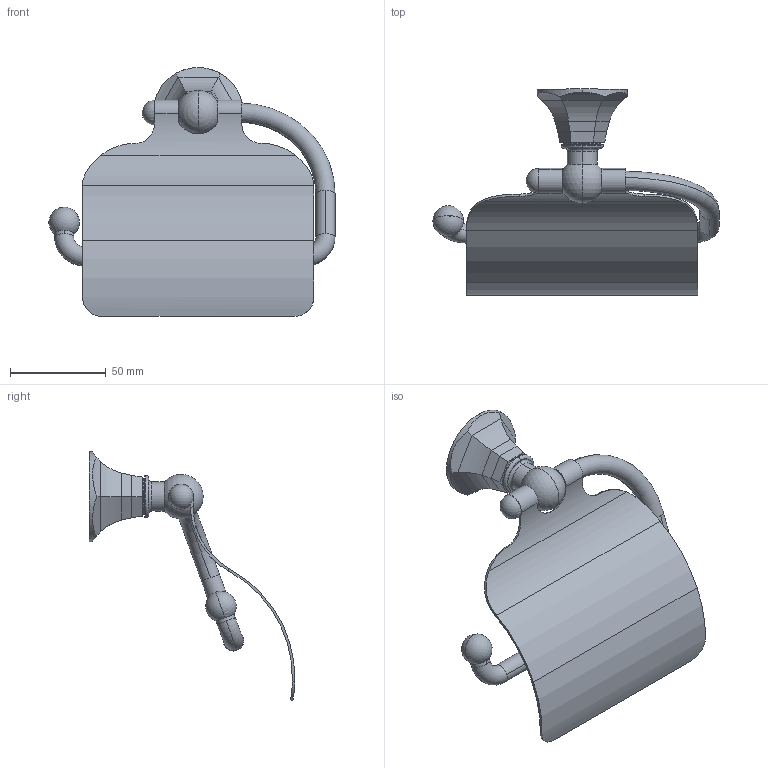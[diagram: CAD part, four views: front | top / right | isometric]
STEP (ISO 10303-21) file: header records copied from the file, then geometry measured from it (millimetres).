
FILE_DESCRIPTION((''),'2;1');
FILE_NAME('627_WEB','2010-10-04T',('project'),(''),'PRO/ENGINEER BY PARAMETRIC TECHNOLOGY CORPORATION, 2009300','PRO/ENGINEER BY PARAMETRIC TECHNOLOGY CORPORATION, 2009300','');
FILE_SCHEMA(('CONFIG_CONTROL_DESIGN'));
Length unit declared in the file: inch
Products named in the file (1): 627_WEB
Bounding box: 149.27 x 107.26 x 129.83 mm (x, y, z)
Volume: 55225.4 mm3; surface area: 48066.6 mm2
Topology: 1 solids, 2 shells, 166 faces, 440 edges, 278 vertices
Faces by surface type: cylinder 105, plane 25, torus 20, sphere 8, bspline 4, cone 4
Entity records: 5751 total; most frequent: CARTESIAN_POINT 1691, ORIENTED_EDGE 864, DIRECTION 835, EDGE_CURVE 432, AXIS2_PLACEMENT_3D 352, VERTEX_POINT 278, CIRCLE 190, EDGE_LOOP 178
